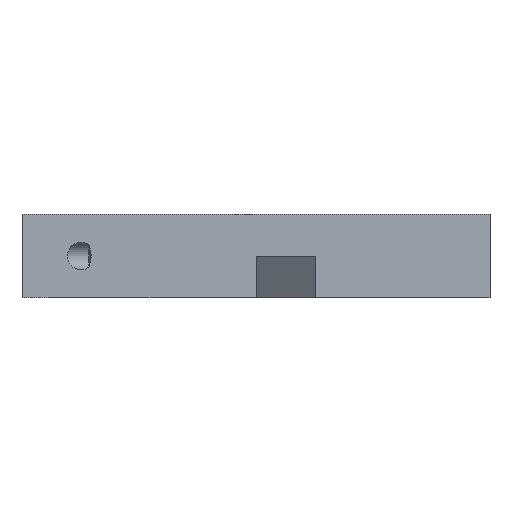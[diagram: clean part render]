
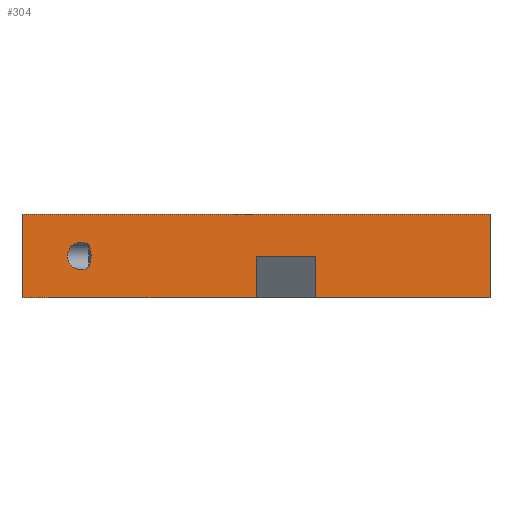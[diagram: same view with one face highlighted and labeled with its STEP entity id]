
A CAD part, front view. The second image highlights one B-rep face of the part: STEP entity #304.
In plain terms, the highlighted planar face has unit normal (0.707, -0.707, 0).
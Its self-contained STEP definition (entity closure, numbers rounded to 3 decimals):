
#19=FACE_BOUND('',#68,.T.);
#29=PLANE('',#351);
#32=(
BOUNDED_CURVE()
B_SPLINE_CURVE(2,(#466,#467,#468),.UNSPECIFIED.,.F.,.F.)
B_SPLINE_CURVE_WITH_KNOTS((3,3),(0.,0.421),.UNSPECIFIED.)
CURVE()
GEOMETRIC_REPRESENTATION_ITEM()
RATIONAL_B_SPLINE_CURVE((1.,1.148,1.))
REPRESENTATION_ITEM('')
);
#48=FACE_OUTER_BOUND('',#67,.T.);
#67=EDGE_LOOP('',(#272,#273,#274,#275,#276,#277,#278,#279));
#68=EDGE_LOOP('',(#280,#281,#282));
#73=ELLIPSE('',#336,3.477,2.459);
#74=ELLIPSE('',#338,3.477,2.459);
#81=LINE('',#483,#108);
#83=LINE('',#489,#110);
#86=LINE('',#494,#113);
#88=LINE('',#498,#115);
#93=LINE('',#507,#120);
#97=LINE('',#516,#124);
#100=LINE('',#521,#127);
#101=LINE('',#523,#128);
#108=VECTOR('',#397,10.);
#110=VECTOR('',#401,10.);
#113=VECTOR('',#406,10.);
#115=VECTOR('',#410,10.);
#120=VECTOR('',#417,10.);
#124=VECTOR('',#425,10.);
#127=VECTOR('',#430,10.);
#128=VECTOR('',#433,10.);
#144=VERTEX_POINT('',#458);
#145=VERTEX_POINT('',#460);
#146=VERTEX_POINT('',#462);
#150=VERTEX_POINT('',#477);
#152=VERTEX_POINT('',#481);
#153=VERTEX_POINT('',#485);
#155=VERTEX_POINT('',#488);
#157=VERTEX_POINT('',#497);
#160=VERTEX_POINT('',#505);
#163=VERTEX_POINT('',#515);
#164=VERTEX_POINT('',#519);
#175=EDGE_CURVE('',#145,#144,#73,.T.);
#177=EDGE_CURVE('',#144,#146,#74,.T.);
#178=EDGE_CURVE('',#146,#145,#32,.T.);
#185=EDGE_CURVE('',#150,#152,#81,.T.);
#187=EDGE_CURVE('',#155,#153,#83,.T.);
#190=EDGE_CURVE('',#152,#155,#86,.T.);
#192=EDGE_CURVE('',#157,#150,#88,.T.);
#197=EDGE_CURVE('',#153,#160,#93,.T.);
#201=EDGE_CURVE('',#157,#163,#97,.T.);
#204=EDGE_CURVE('',#160,#164,#100,.T.);
#205=EDGE_CURVE('',#163,#164,#101,.T.);
#272=ORIENTED_EDGE('',*,*,#187,.T.);
#273=ORIENTED_EDGE('',*,*,#197,.T.);
#274=ORIENTED_EDGE('',*,*,#204,.T.);
#275=ORIENTED_EDGE('',*,*,#205,.F.);
#276=ORIENTED_EDGE('',*,*,#201,.F.);
#277=ORIENTED_EDGE('',*,*,#192,.T.);
#278=ORIENTED_EDGE('',*,*,#185,.T.);
#279=ORIENTED_EDGE('',*,*,#190,.T.);
#280=ORIENTED_EDGE('',*,*,#178,.T.);
#281=ORIENTED_EDGE('',*,*,#175,.T.);
#282=ORIENTED_EDGE('',*,*,#177,.T.);
#304=ADVANCED_FACE('',(#48,#19),#29,.T.);
#336=AXIS2_PLACEMENT_3D('',#461,#377,#378);
#338=AXIS2_PLACEMENT_3D('',#464,#381,#382);
#351=AXIS2_PLACEMENT_3D('',#522,#431,#432);
#377=DIRECTION('center_axis',(-0.707,0.707,0.));
#378=DIRECTION('ref_axis',(0.707,0.707,0.));
#381=DIRECTION('center_axis',(-0.707,0.707,0.));
#382=DIRECTION('ref_axis',(0.707,0.707,0.));
#397=DIRECTION('',(0.,0.,1.));
#401=DIRECTION('',(0.,0.,-1.));
#406=DIRECTION('',(0.707,0.707,0.));
#410=DIRECTION('',(0.707,0.707,0.));
#417=DIRECTION('',(0.707,0.707,0.));
#425=DIRECTION('',(0.,0.,1.));
#430=DIRECTION('',(0.,0.,1.));
#431=DIRECTION('center_axis',(0.707,-0.707,0.));
#432=DIRECTION('ref_axis',(0.707,0.707,0.));
#433=DIRECTION('',(0.707,0.707,0.));
#458=CARTESIAN_POINT('',(-31.393,-42.,5.042));
#460=CARTESIAN_POINT('',(-30.,-40.607,5.474));
#461=CARTESIAN_POINT('Origin',(-31.393,-42.,7.5));
#462=CARTESIAN_POINT('',(-30.,-40.607,9.526));
#464=CARTESIAN_POINT('Origin',(-31.393,-42.,7.5));
#466=CARTESIAN_POINT('Ctrl Pts',(-30.,-40.607,9.526));
#467=CARTESIAN_POINT('Ctrl Pts',(-29.252,-39.859,7.5));
#468=CARTESIAN_POINT('Ctrl Pts',(-30.,-40.607,5.474));
#477=CARTESIAN_POINT('',(0.,-10.607,0.));
#481=CARTESIAN_POINT('',(0.,-10.607,7.5));
#483=CARTESIAN_POINT('',(0.,-10.607,0.));
#485=CARTESIAN_POINT('',(10.607,0.,0.));
#488=CARTESIAN_POINT('',(10.607,0.,7.5));
#489=CARTESIAN_POINT('',(10.607,0.,0.));
#494=CARTESIAN_POINT('',(-18.348,-28.955,7.5));
#497=CARTESIAN_POINT('',(-42.,-52.607,0.));
#498=CARTESIAN_POINT('',(-42.,-52.607,0.));
#505=CARTESIAN_POINT('',(42.,31.393,0.));
#507=CARTESIAN_POINT('',(-42.,-52.607,0.));
#515=CARTESIAN_POINT('',(-42.,-52.607,15.));
#516=CARTESIAN_POINT('',(-42.,-52.607,0.));
#519=CARTESIAN_POINT('',(42.,31.393,15.));
#521=CARTESIAN_POINT('',(42.,31.393,0.));
#522=CARTESIAN_POINT('Origin',(-42.,-52.607,0.));
#523=CARTESIAN_POINT('',(-42.,-52.607,15.));
